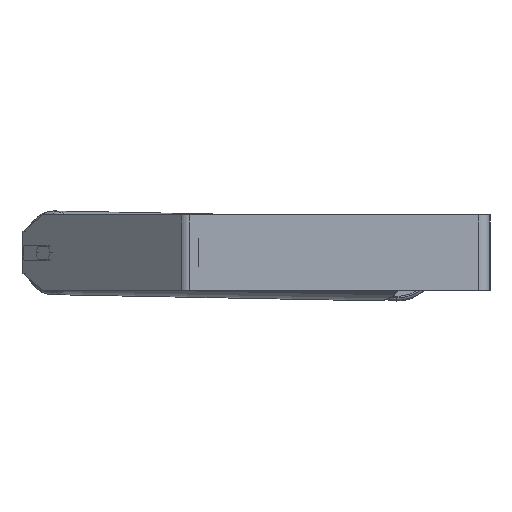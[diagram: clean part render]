
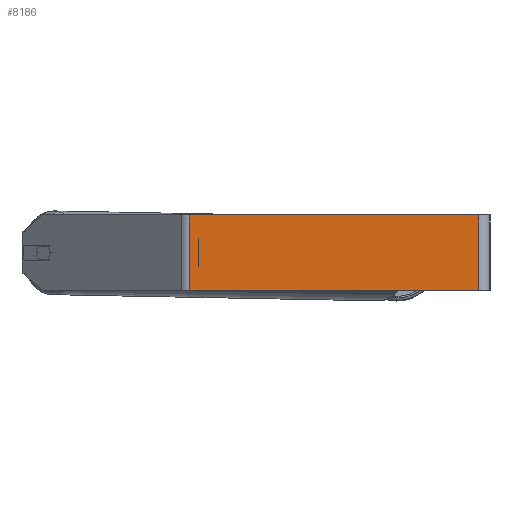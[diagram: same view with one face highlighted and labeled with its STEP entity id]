
A CAD part, left-side view. The second image highlights one B-rep face of the part: STEP entity #8186.
In plain terms, the highlighted planar face has unit normal (-1, 0, 0).
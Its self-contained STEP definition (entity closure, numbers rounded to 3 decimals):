
#253 = VECTOR ( 'NONE', #5966, 1000. ) ;
#678 = VECTOR ( 'NONE', #8355, 1000. ) ;
#1421 = LINE ( 'NONE', #8205, #7406 ) ;
#1825 = LINE ( 'NONE', #3809, #253 ) ;
#1863 = DIRECTION ( 'NONE',  ( 0., -1., 0. ) ) ;
#2108 = ORIENTED_EDGE ( 'NONE', *, *, #3947, .T. ) ;
#2172 = DIRECTION ( 'NONE',  ( 0., 0., -1. ) ) ;
#2381 = CARTESIAN_POINT ( 'NONE',  ( -800., 324.876, 40. ) ) ;
#2486 = CARTESIAN_POINT ( 'NONE',  ( -800., 324.876, -40. ) ) ;
#2676 = VERTEX_POINT ( 'NONE', #2844 ) ;
#2799 = AXIS2_PLACEMENT_3D ( 'NONE', #2381, #7819, #7239 ) ;
#2818 = CARTESIAN_POINT ( 'NONE',  ( -800., 324.876, 40. ) ) ;
#2844 = CARTESIAN_POINT ( 'NONE',  ( -800., 12., -40. ) ) ;
#3147 = LINE ( 'NONE', #2486, #7834 ) ;
#3294 = ORIENTED_EDGE ( 'NONE', *, *, #7461, .F. ) ;
#3809 = CARTESIAN_POINT ( 'NONE',  ( -800., 12., 40. ) ) ;
#3842 = VERTEX_POINT ( 'NONE', #6249 ) ;
#3947 = EDGE_CURVE ( 'NONE', #3842, #2676, #3147, .T. ) ;
#4197 = EDGE_CURVE ( 'NONE', #8270, #3842, #1421, .T. ) ;
#4358 = ORIENTED_EDGE ( 'NONE', *, *, #8464, .F. ) ;
#4545 = FACE_OUTER_BOUND ( 'NONE', #5886, .T. ) ;
#4593 = CARTESIAN_POINT ( 'NONE',  ( -800., 12., 40. ) ) ;
#5380 = CARTESIAN_POINT ( 'NONE',  ( -800., 319.906, 40. ) ) ;
#5457 = VERTEX_POINT ( 'NONE', #4593 ) ;
#5886 = EDGE_LOOP ( 'NONE', ( #2108, #3294, #4358, #8387 ) ) ;
#5966 = DIRECTION ( 'NONE',  ( 0., 0., -1. ) ) ;
#6220 = LINE ( 'NONE', #2818, #678 ) ;
#6249 = CARTESIAN_POINT ( 'NONE',  ( -800., 319.906, -40. ) ) ;
#7239 = DIRECTION ( 'NONE',  ( 0., 0., -1. ) ) ;
#7406 = VECTOR ( 'NONE', #2172, 1000. ) ;
#7461 = EDGE_CURVE ( 'NONE', #5457, #2676, #1825, .T. ) ;
#7819 = DIRECTION ( 'NONE',  ( 1., 0., 0. ) ) ;
#7834 = VECTOR ( 'NONE', #1863, 1000. ) ;
#8186 = ADVANCED_FACE ( 'NONE', ( #4545 ), #8453, .F. ) ;
#8205 = CARTESIAN_POINT ( 'NONE',  ( -800., 319.906, 40. ) ) ;
#8270 = VERTEX_POINT ( 'NONE', #5380 ) ;
#8355 = DIRECTION ( 'NONE',  ( 0., -1., 0. ) ) ;
#8387 = ORIENTED_EDGE ( 'NONE', *, *, #4197, .T. ) ;
#8453 = PLANE ( 'NONE',  #2799 ) ;
#8464 = EDGE_CURVE ( 'NONE', #8270, #5457, #6220, .T. ) ;
